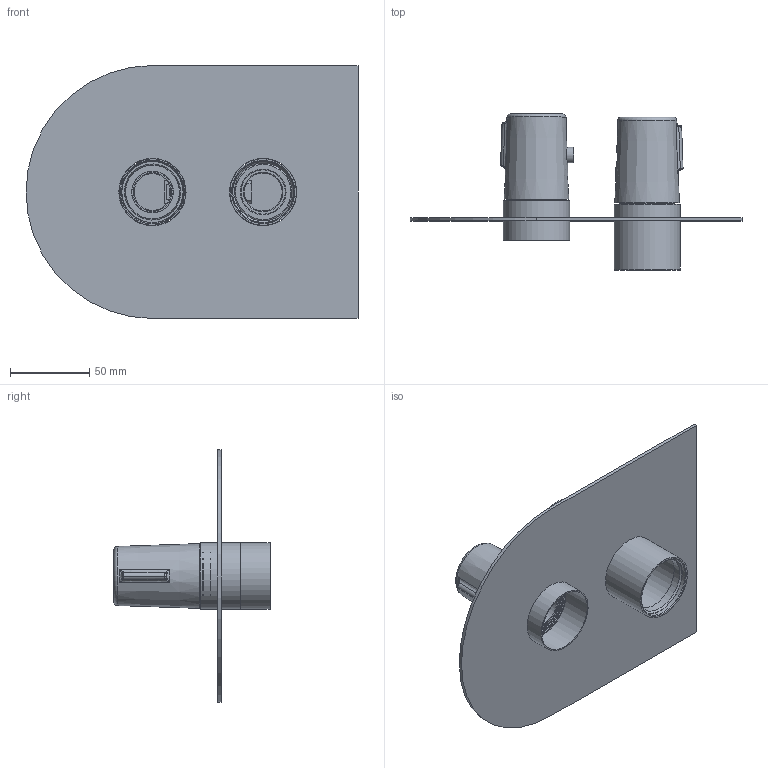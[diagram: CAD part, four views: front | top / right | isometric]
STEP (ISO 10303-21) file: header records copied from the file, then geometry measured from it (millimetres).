
FILE_DESCRIPTION (( 'STEP AP203' ), '1' );
FILE_NAME ('34DP02527.STEP', '2021-01-05T11:19:30', ( '' ), ( '' ), 'SwSTEP 2.0', 'SolidWorks 2018', '' );
FILE_SCHEMA (( 'CONFIG_CONTROL_DESIGN' ));
Length unit declared in the file: millimetre
Products named in the file (1): 34DP02527
Bounding box: 210 x 98.7 x 160 mm (x, y, z)
Volume: 116502.1 mm3; surface area: 120356.8 mm2
Topology: 10 solids, 10 shells, 209 faces, 465 edges, 305 vertices
Faces by surface type: plane 82, cylinder 56, cone 34, bspline 29, torus 6, sphere 2
Full cylindrical faces by diameter (mm): 3.1 x2, 3.3 x1, 4.15 x1, 4.65 x1, 9.8 x1, 10.1 x2, 23.2 x1, 24 x1, 24.4 x1, 25.3 x2, 28 x1, 28.3 x2, 32 x1, 33.5 x1, 34 x1, 35 x1, 35.5 x1, 35.8 x1, 36.5 x1, 36.9 x1, 39 x2, 40.5 x2, 42 x2, 42.5 x2
Entity records: 8355 total; most frequent: CARTESIAN_POINT 4173, DIRECTION 795, ORIENTED_EDGE 748, EDGE_CURVE 374, AXIS2_PLACEMENT_3D 336, EDGE_LOOP 331, VERTEX_POINT 287, FACE_OUTER_BOUND 247
